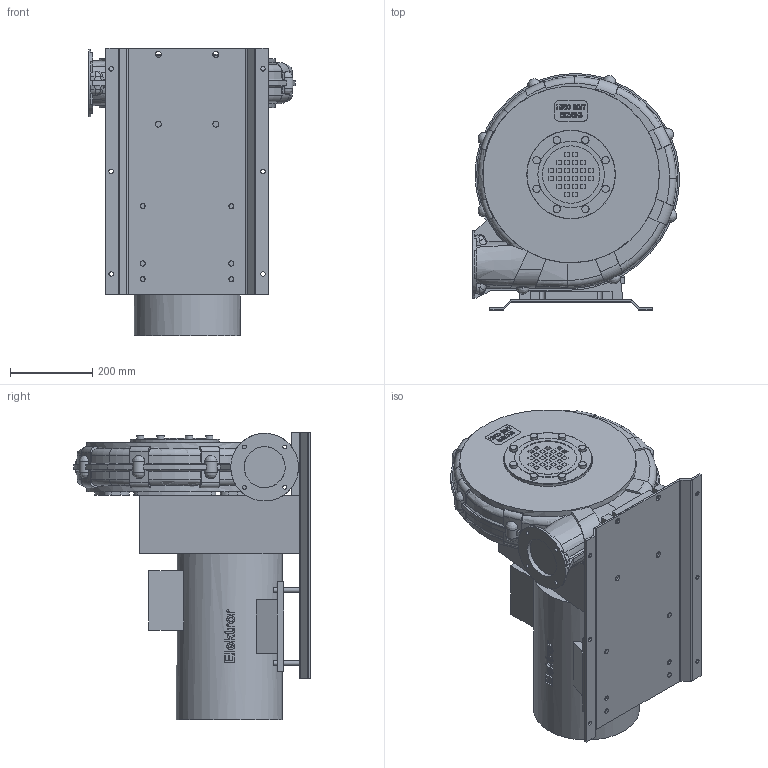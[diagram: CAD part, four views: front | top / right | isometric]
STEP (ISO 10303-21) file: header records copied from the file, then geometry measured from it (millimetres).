
FILE_DESCRIPTION((''),'2;1');
FILE_NAME('AttTemp.stp','2014-08-19T14:51:56',('Long'),(''),'Autodesk Inventor 2012','Autodesk Inventor 2012','');
FILE_SCHEMA(('AUTOMOTIVE_DESIGN { 1 0 10303 214 1 1 1 1 }'));
Length unit declared in the file: millimetre
Products named in the file (1): 01-TB-10169A
Bounding box: 504 x 576 x 700.5 mm (x, y, z)
Volume: 32775.7 mm3; surface area: 1973255.7 mm2
Topology: 12 solids, 13 shells, 930 faces, 2612 edges, 1750 vertices
Faces by surface type: plane 542, cylinder 183, bspline 137, torus 36, cone 32
Full cylindrical faces by diameter (mm): 8.38 x8, 9.5 x4, 11 x6, 11.5 x4, 12.5 x6, 14.5 x4, 17.8 x8, 100 x1, 140 x2, 162 x1, 165 x1, 178 x1, 215 x1, 216 x1, 258 x1, 430 x2
Entity records: 34392 total; most frequent: CARTESIAN_POINT 10488, ORIENTED_EDGE 5034, DIRECTION 4200, EDGE_CURVE 2517, VERTEX_POINT 1716, AXIS2_PLACEMENT_3D 1407, VECTOR 1386, LINE 1386
